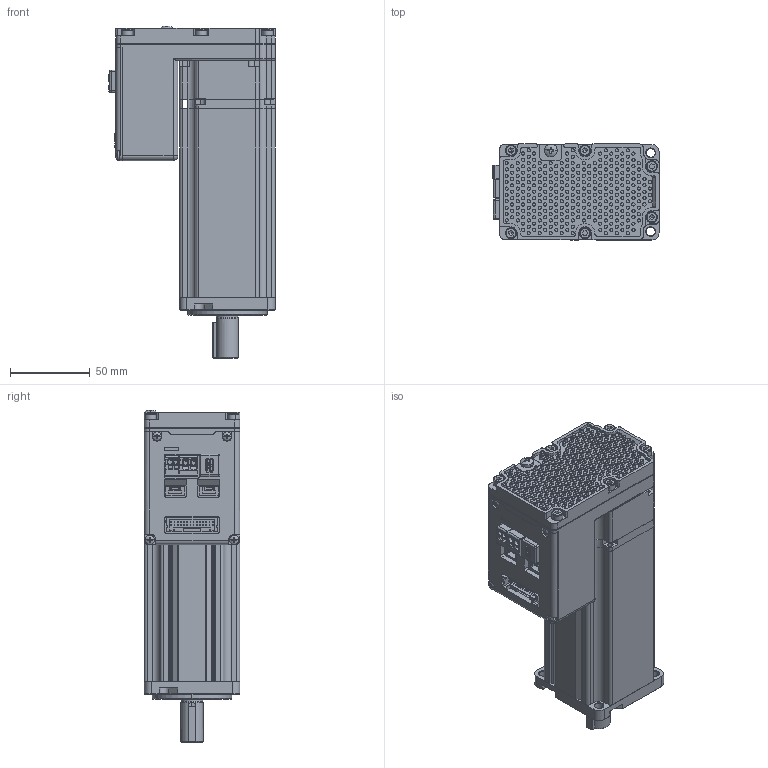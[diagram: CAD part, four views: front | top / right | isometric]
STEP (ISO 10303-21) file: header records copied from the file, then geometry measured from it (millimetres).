
FILE_DESCRIPTION (( 'STEP AP203' ), '1' );
FILE_NAME ('MDX+60-400W Fraba&棠晤 IP20 RC 湍价陬.STEP', '2023-03-01T01:00:15', ( '' ), ( '' ), 'SwSTEP 2.0', 'SolidWorks 2015', '' );
FILE_SCHEMA (( 'CONFIG_CONTROL_DESIGN' ));
Length unit declared in the file: millimetre
Products named in the file (1): MDX+60-400W Fraba&棠晤 IP20 RC 湍价陬
Bounding box: 104.45 x 60.1 x 208.56 mm (x, y, z)
Surface area: 93878 mm2 (no closed solid volume)
Topology: 0 solids, 290 shells, 3782 faces, 10793 edges, 7593 vertices
Faces by surface type: plane 2237, cylinder 1291, cone 90, bspline 75, torus 73, sphere 16
Entity records: 124990 total; most frequent: CARTESIAN_POINT 25490, DIRECTION 21254, ORIENTED_EDGE 18459, EDGE_CURVE 10744, VERTEX_POINT 7593, VECTOR 7120, LINE 7120, AXIS2_PLACEMENT_3D 7067
